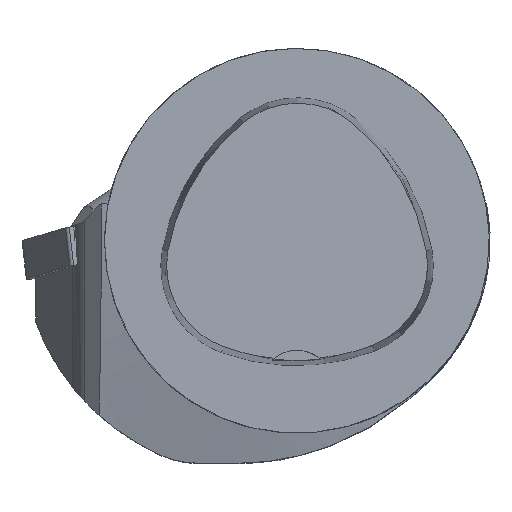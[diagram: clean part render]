
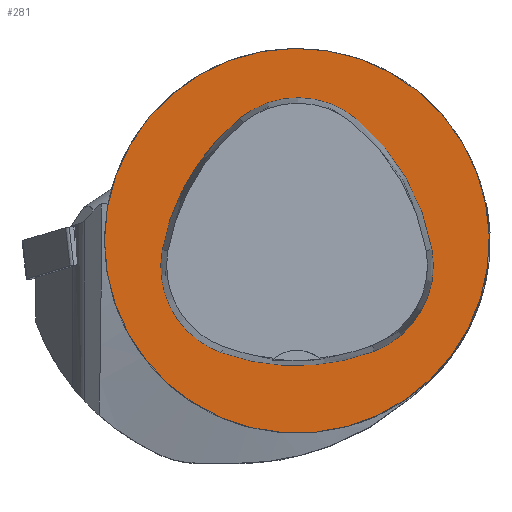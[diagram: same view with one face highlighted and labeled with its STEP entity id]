
A CAD part, top view. The second image highlights one B-rep face of the part: STEP entity #281.
In plain terms, the highlighted planar face has unit normal (0, 0, 1).
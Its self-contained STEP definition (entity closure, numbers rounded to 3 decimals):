
#281=ADVANCED_FACE('',(#695,#696),#357,.T.);
#357=PLANE('',#1905);
#695=FACE_BOUND('',#740,.T.);
#696=FACE_BOUND('',#741,.T.);
#740=EDGE_LOOP('',(#1007,#1008,#1009,#1010,#1011,#1012));
#741=EDGE_LOOP('',(#1013));
#1007=ORIENTED_EDGE('',*,*,#1584,.T.);
#1008=ORIENTED_EDGE('',*,*,#1564,.T.);
#1009=ORIENTED_EDGE('',*,*,#1568,.T.);
#1010=ORIENTED_EDGE('',*,*,#1571,.T.);
#1011=ORIENTED_EDGE('',*,*,#1574,.T.);
#1012=ORIENTED_EDGE('',*,*,#1582,.T.);
#1013=ORIENTED_EDGE('',*,*,#1554,.F.);
#1371=VERTEX_POINT('',#2830);
#1380=VERTEX_POINT('',#2850);
#1381=VERTEX_POINT('',#2851);
#1384=VERTEX_POINT('',#2859);
#1386=VERTEX_POINT('',#2865);
#1388=VERTEX_POINT('',#2871);
#1395=VERTEX_POINT('',#2892);
#1554=EDGE_CURVE('',#1371,#1371,#1705,.T.);
#1564=EDGE_CURVE('',#1380,#1381,#1706,.T.);
#1568=EDGE_CURVE('',#1381,#1384,#1708,.T.);
#1571=EDGE_CURVE('',#1384,#1386,#1710,.T.);
#1574=EDGE_CURVE('',#1386,#1388,#1712,.T.);
#1582=EDGE_CURVE('',#1388,#1395,#1716,.T.);
#1584=EDGE_CURVE('',#1395,#1380,#1718,.T.);
#1705=CIRCLE('',#1876,31.5);
#1706=CIRCLE('',#1883,36.);
#1708=CIRCLE('',#1886,15.);
#1710=CIRCLE('',#1889,36.);
#1712=CIRCLE('',#1892,15.);
#1716=CIRCLE('',#1897,36.);
#1718=CIRCLE('',#1900,15.);
#1876=AXIS2_PLACEMENT_3D('',#2829,#2182,#2183);
#1883=AXIS2_PLACEMENT_3D('',#2849,#2200,#2201);
#1886=AXIS2_PLACEMENT_3D('',#2858,#2208,#2209);
#1889=AXIS2_PLACEMENT_3D('',#2864,#2215,#2216);
#1892=AXIS2_PLACEMENT_3D('',#2870,#2222,#2223);
#1897=AXIS2_PLACEMENT_3D('',#2893,#2234,#2235);
#1900=AXIS2_PLACEMENT_3D('',#2896,#2240,#2241);
#1905=AXIS2_PLACEMENT_3D('',#2901,#2250,#2251);
#2182=DIRECTION('',(0.,0.,-1.));
#2183=DIRECTION('',(-1.,0.,0.));
#2200=DIRECTION('',(0.,0.,-1.));
#2201=DIRECTION('',(-1.,0.,0.));
#2208=DIRECTION('',(0.,0.,-1.));
#2209=DIRECTION('',(-1.,0.,0.));
#2215=DIRECTION('',(0.,0.,-1.));
#2216=DIRECTION('',(-1.,0.,0.));
#2222=DIRECTION('',(0.,0.,-1.));
#2223=DIRECTION('',(-1.,0.,0.));
#2234=DIRECTION('',(0.,0.,-1.));
#2235=DIRECTION('',(-1.,0.,0.));
#2240=DIRECTION('',(0.,0.,-1.));
#2241=DIRECTION('',(-1.,0.,0.));
#2250=DIRECTION('',(0.,0.,1.));
#2251=DIRECTION('',(1.,0.,0.));
#2829=CARTESIAN_POINT('',(0.,0.,0.));
#2830=CARTESIAN_POINT('',(-31.5,0.,0.));
#2849=CARTESIAN_POINT('',(13.398,-7.893,0.));
#2850=CARTESIAN_POINT('',(-22.041,-1.562,0.));
#2851=CARTESIAN_POINT('',(-9.317,20.036,0.));
#2858=CARTESIAN_POINT('',(0.148,8.399,0.));
#2859=CARTESIAN_POINT('',(9.779,19.898,0.));
#2864=CARTESIAN_POINT('',(-13.337,-7.7,0.));
#2865=CARTESIAN_POINT('',(22.122,-1.48,0.));
#2870=CARTESIAN_POINT('',(7.347,-4.071,0.));
#2871=CARTESIAN_POINT('',(12.693,-18.087,0.));
#2892=CARTESIAN_POINT('',(-12.373,-18.307,0.));
#2893=CARTESIAN_POINT('',(-0.137,15.55,0.));
#2896=CARTESIAN_POINT('',(-7.275,-4.2,0.));
#2901=CARTESIAN_POINT('',(0.,0.,0.));
